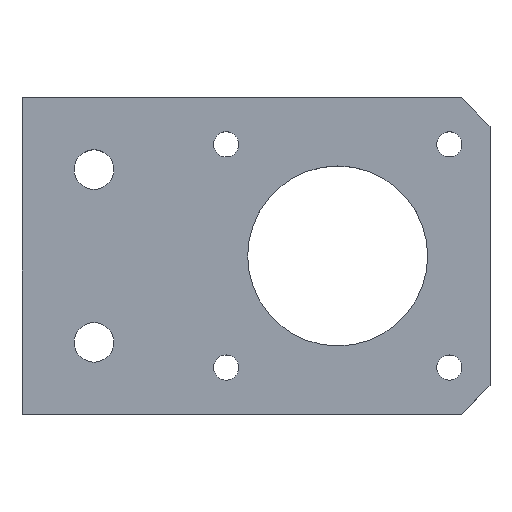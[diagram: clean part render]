
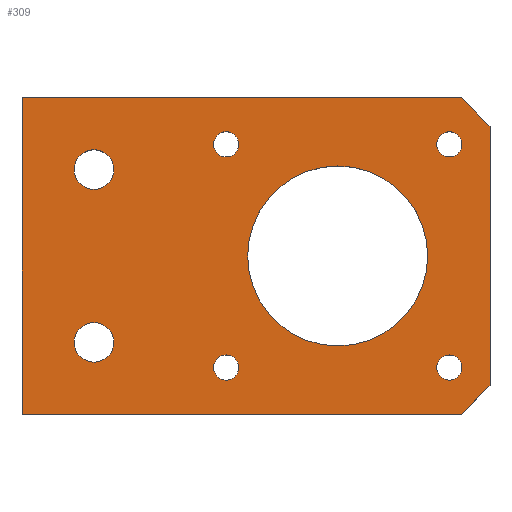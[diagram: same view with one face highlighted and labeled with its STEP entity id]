
A CAD part, top view. The second image highlights one B-rep face of the part: STEP entity #309.
In plain terms, the highlighted planar face has unit normal (0, 0, 1).
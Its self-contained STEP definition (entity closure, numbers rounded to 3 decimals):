
#22=FACE_BOUND('',#74,.T.);
#23=FACE_BOUND('',#75,.T.);
#24=FACE_BOUND('',#76,.T.);
#25=FACE_BOUND('',#77,.T.);
#26=FACE_BOUND('',#78,.T.);
#27=FACE_BOUND('',#79,.T.);
#28=FACE_BOUND('',#80,.T.);
#36=PLANE('',#361);
#51=FACE_OUTER_BOUND('',#73,.T.);
#73=EDGE_LOOP('',(#275,#276,#277,#278,#279,#280));
#74=EDGE_LOOP('',(#281));
#75=EDGE_LOOP('',(#282));
#76=EDGE_LOOP('',(#283));
#77=EDGE_LOOP('',(#284));
#78=EDGE_LOOP('',(#285));
#79=EDGE_LOOP('',(#286));
#80=EDGE_LOOP('',(#287));
#83=LINE('',#463,#108);
#89=LINE('',#474,#114);
#94=LINE('',#495,#119);
#101=LINE('',#519,#126);
#103=LINE('',#523,#128);
#105=LINE('',#526,#130);
#108=VECTOR('',#380,10.);
#114=VECTOR('',#388,10.);
#119=VECTOR('',#407,10.);
#126=VECTOR('',#436,10.);
#128=VECTOR('',#440,10.);
#130=VECTOR('',#444,10.);
#131=CIRCLE('',#334,2.75);
#133=CIRCLE('',#337,2.75);
#140=CIRCLE('',#349,1.75);
#141=CIRCLE('',#351,1.75);
#142=CIRCLE('',#353,1.75);
#143=CIRCLE('',#355,1.75);
#144=CIRCLE('',#357,12.5);
#145=VERTEX_POINT('',#449);
#147=VERTEX_POINT('',#455);
#149=VERTEX_POINT('',#461);
#150=VERTEX_POINT('',#462);
#154=VERTEX_POINT('',#472);
#163=VERTEX_POINT('',#494);
#164=VERTEX_POINT('',#498);
#165=VERTEX_POINT('',#502);
#166=VERTEX_POINT('',#506);
#167=VERTEX_POINT('',#510);
#168=VERTEX_POINT('',#514);
#169=VERTEX_POINT('',#518);
#170=VERTEX_POINT('',#522);
#171=EDGE_CURVE('',#145,#145,#131,.T.);
#174=EDGE_CURVE('',#147,#147,#133,.T.);
#177=EDGE_CURVE('',#149,#150,#83,.T.);
#183=EDGE_CURVE('',#149,#154,#89,.T.);
#193=EDGE_CURVE('',#163,#154,#94,.T.);
#196=EDGE_CURVE('',#164,#164,#140,.T.);
#198=EDGE_CURVE('',#165,#165,#141,.T.);
#200=EDGE_CURVE('',#166,#166,#142,.T.);
#202=EDGE_CURVE('',#167,#167,#143,.T.);
#204=EDGE_CURVE('',#168,#168,#144,.T.);
#205=EDGE_CURVE('',#169,#150,#101,.T.);
#207=EDGE_CURVE('',#170,#169,#103,.T.);
#209=EDGE_CURVE('',#163,#170,#105,.T.);
#275=ORIENTED_EDGE('',*,*,#177,.F.);
#276=ORIENTED_EDGE('',*,*,#183,.T.);
#277=ORIENTED_EDGE('',*,*,#193,.F.);
#278=ORIENTED_EDGE('',*,*,#209,.T.);
#279=ORIENTED_EDGE('',*,*,#207,.T.);
#280=ORIENTED_EDGE('',*,*,#205,.T.);
#281=ORIENTED_EDGE('',*,*,#171,.T.);
#282=ORIENTED_EDGE('',*,*,#174,.T.);
#283=ORIENTED_EDGE('',*,*,#196,.T.);
#284=ORIENTED_EDGE('',*,*,#198,.T.);
#285=ORIENTED_EDGE('',*,*,#200,.T.);
#286=ORIENTED_EDGE('',*,*,#202,.T.);
#287=ORIENTED_EDGE('',*,*,#204,.T.);
#309=ADVANCED_FACE('',(#51,#22,#23,#24,#25,#26,#27,#28),#36,.T.);
#334=AXIS2_PLACEMENT_3D('',#450,#366,#367);
#337=AXIS2_PLACEMENT_3D('',#456,#373,#374);
#349=AXIS2_PLACEMENT_3D('',#500,#412,#413);
#351=AXIS2_PLACEMENT_3D('',#504,#417,#418);
#353=AXIS2_PLACEMENT_3D('',#508,#422,#423);
#355=AXIS2_PLACEMENT_3D('',#512,#427,#428);
#357=AXIS2_PLACEMENT_3D('',#516,#432,#433);
#361=AXIS2_PLACEMENT_3D('',#527,#445,#446);
#366=DIRECTION('center_axis',(0.,0.,-1.));
#367=DIRECTION('ref_axis',(1.,0.,0.));
#373=DIRECTION('center_axis',(0.,0.,-1.));
#374=DIRECTION('ref_axis',(1.,0.,0.));
#380=DIRECTION('',(-0.707,-0.707,0.));
#388=DIRECTION('',(0.,1.,0.));
#407=DIRECTION('',(0.707,-0.707,0.));
#412=DIRECTION('center_axis',(0.,0.,-1.));
#413=DIRECTION('ref_axis',(-1.,0.,0.));
#417=DIRECTION('center_axis',(0.,0.,-1.));
#418=DIRECTION('ref_axis',(-1.,0.,0.));
#422=DIRECTION('center_axis',(0.,0.,-1.));
#423=DIRECTION('ref_axis',(-1.,0.,0.));
#427=DIRECTION('center_axis',(0.,0.,-1.));
#428=DIRECTION('ref_axis',(-1.,0.,0.));
#432=DIRECTION('center_axis',(0.,0.,-1.));
#433=DIRECTION('ref_axis',(-1.,0.,0.));
#436=DIRECTION('',(1.,0.,0.));
#440=DIRECTION('',(0.,-1.,0.));
#444=DIRECTION('',(-1.,0.,0.));
#445=DIRECTION('center_axis',(0.,0.,1.));
#446=DIRECTION('ref_axis',(1.,0.,0.));
#449=CARTESIAN_POINT('',(-25.25,12.,6.));
#450=CARTESIAN_POINT('Origin',(-22.5,12.,6.));
#455=CARTESIAN_POINT('',(-25.25,-12.,6.));
#456=CARTESIAN_POINT('Origin',(-22.5,-12.,6.));
#461=CARTESIAN_POINT('',(32.5,-18.,6.));
#462=CARTESIAN_POINT('',(28.5,-22.,6.));
#463=CARTESIAN_POINT('',(27.875,-22.625,6.));
#472=CARTESIAN_POINT('',(32.5,18.,6.));
#474=CARTESIAN_POINT('',(32.5,-22.,6.));
#494=CARTESIAN_POINT('',(28.5,22.,6.));
#495=CARTESIAN_POINT('',(27.875,22.625,6.));
#498=CARTESIAN_POINT('',(28.6,-15.5,6.));
#500=CARTESIAN_POINT('Origin',(26.85,-15.5,6.));
#502=CARTESIAN_POINT('',(28.6,15.5,6.));
#504=CARTESIAN_POINT('Origin',(26.85,15.5,6.));
#506=CARTESIAN_POINT('',(-2.4,-15.5,6.));
#508=CARTESIAN_POINT('Origin',(-4.15,-15.5,6.));
#510=CARTESIAN_POINT('',(-2.4,15.5,6.));
#512=CARTESIAN_POINT('Origin',(-4.15,15.5,6.));
#514=CARTESIAN_POINT('',(23.85,0.,6.));
#516=CARTESIAN_POINT('Origin',(11.35,0.,6.));
#518=CARTESIAN_POINT('',(-32.5,-22.,6.));
#519=CARTESIAN_POINT('',(-32.5,-22.,6.));
#522=CARTESIAN_POINT('',(-32.5,22.,6.));
#523=CARTESIAN_POINT('',(-32.5,22.,6.));
#526=CARTESIAN_POINT('',(32.5,22.,6.));
#527=CARTESIAN_POINT('Origin',(0.,0.,6.));
